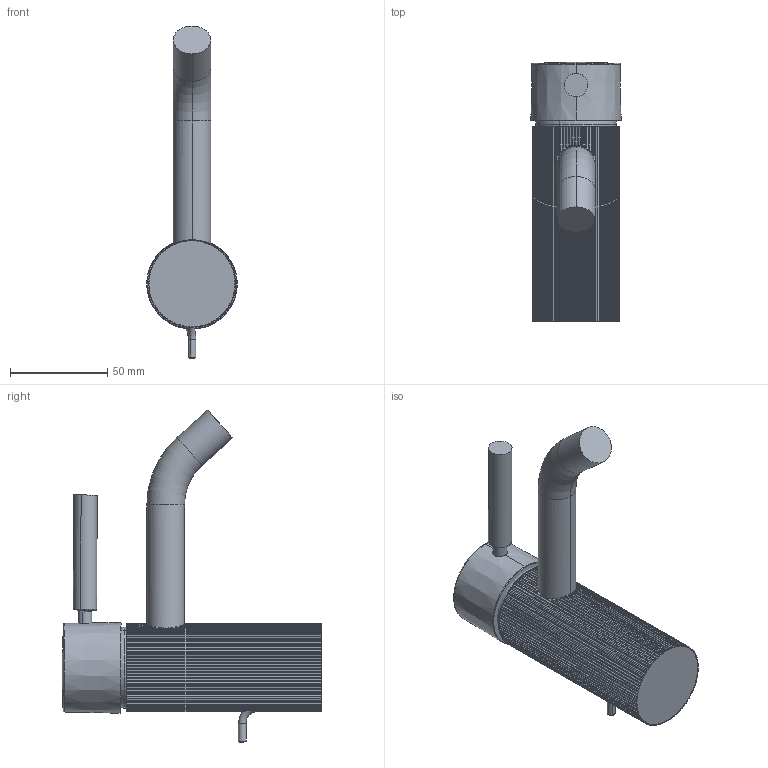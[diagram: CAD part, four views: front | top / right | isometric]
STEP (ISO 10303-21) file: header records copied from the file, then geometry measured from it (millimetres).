
FILE_DESCRIPTION (( 'STEP AP214' ), '1' );
FILE_NAME ('33504660.STEP', '2022-01-18T10:10:26', ( '' ), ( '' ), 'SwSTEP 2.0', 'SolidWorks 2020', '' );
FILE_SCHEMA (( 'AUTOMOTIVE_DESIGN' ));
Length unit declared in the file: millimetre
Products named in the file (7): Planungsmodell_Hebel Unterteil-+-09.20.66.002-01_K1; Planungsmodell_Griff Hebel-+-09.20.66.001-01_K1_D12; Planungsmodell_Haube-+-09.28.30.041.90-01; Planungsmodell_Koerper-+-09.19.66.004-3; 33504660; Planungsmodell_Auslauf-+-09.11.06.206-01; Planungsmodell_Zugstange-+-09.31.09.110-01_Zugstange kurz 
Assembly tree (6 placements, depth 2):
  33504660
    Planungsmodell_Koerper-+-09.19.66.004-3
    Planungsmodell_Auslauf-+-09.11.06.206-01
    Planungsmodell_Griff Hebel-+-09.20.66.001-01_K1_D12
    Planungsmodell_Haube-+-09.28.30.041.90-01
    Planungsmodell_Hebel Unterteil-+-09.20.66.002-01_K1
    Planungsmodell_Zugstange-+-09.31.09.110-01_Zugstange kurz 
Bounding box: 46.49 x 133.02 x 170.28 mm (x, y, z)
Volume: 263540.4 mm3; surface area: 44483.4 mm2
Topology: 6 solids, 6 shells, 342 faces, 987 edges, 636 vertices
Faces by surface type: cylinder 263, sphere 43, torus 18, plane 14, cone 4
Entity records: 11880 total; most frequent: CARTESIAN_POINT 2393, DIRECTION 2198, ORIENTED_EDGE 1888, AXIS2_PLACEMENT_3D 952, EDGE_CURVE 944, VERTEX_POINT 617, CIRCLE 601, EDGE_LOOP 345
